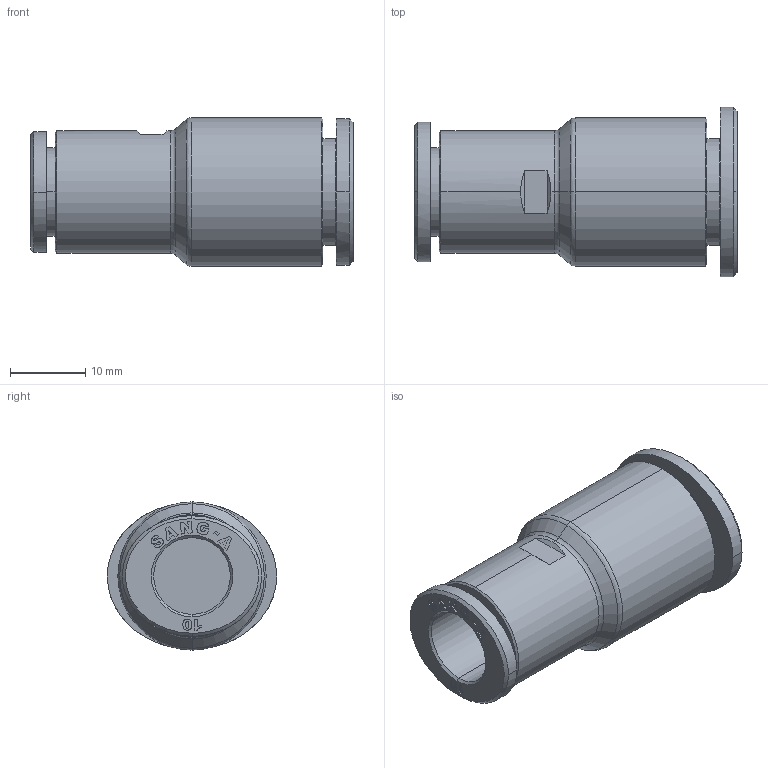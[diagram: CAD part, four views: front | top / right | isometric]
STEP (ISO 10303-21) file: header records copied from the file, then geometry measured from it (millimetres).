
FILE_DESCRIPTION (( 'STEP AP214' ), '1' );
FILE_NAME ('PG12-10.stp', '2015-09-03T09:18:47', ( '' ), ( '' ), 'SwSTEP 2.0', 'SolidWorks 2015', '' );
FILE_SCHEMA (( 'AUTOMOTIVE_DESIGN' ));
Length unit declared in the file: millimetre
Products named in the file (2): ｦ+ﾃｦ1; PG12-10
Assembly tree (1 placements, depth 2):
  PG12-10
    ｦ+ﾃｦ1
Bounding box: 42.8 x 22.5 x 19.7 mm (x, y, z)
Volume: 6634 mm3; surface area: 5011.5 mm2
Topology: 1 solids, 1 shells, 769 faces, 2204 edges, 1464 vertices
Faces by surface type: plane 719, bspline 20, cylinder 14, cone 14, torus 2
Entity records: 26323 total; most frequent: CARTESIAN_POINT 6011, ORIENTED_EDGE 4408, DIRECTION 3716, EDGE_CURVE 2204, VECTOR 2106, LINE 2106, VERTEX_POINT 1464, AXIS2_PLACEMENT_3D 805
